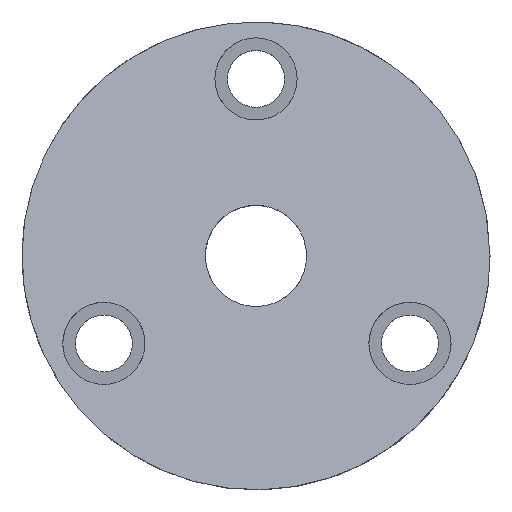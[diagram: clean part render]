
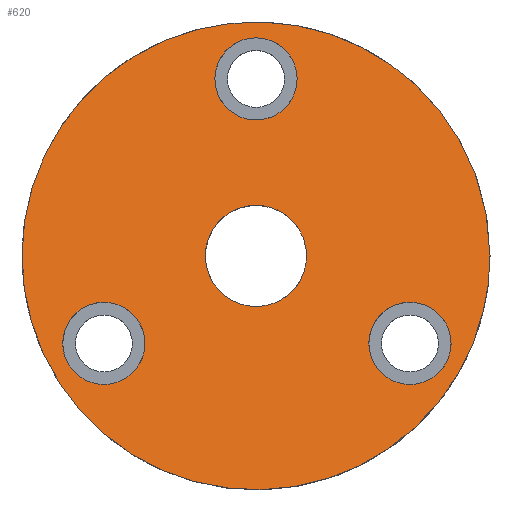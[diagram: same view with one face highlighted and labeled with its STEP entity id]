
A CAD part, top view. The second image highlights one B-rep face of the part: STEP entity #620.
In plain terms, the highlighted planar face has unit normal (0, 0.259, 0.966).
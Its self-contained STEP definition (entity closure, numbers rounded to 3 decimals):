
#269 = VERTEX_POINT('',#270);
#270 = CARTESIAN_POINT('',(18.5,0.,10.321));
#275 = EDGE_CURVE('',#269,#269,#276,.T.);
#276 = ELLIPSE('',#277,19.153,18.5);
#277 = AXIS2_PLACEMENT_3D('',#278,#279,#280);
#278 = CARTESIAN_POINT('',(0.,0.,10.321));
#279 = DIRECTION('',(0.,0.259,0.966));
#280 = DIRECTION('',(0.,0.966,-0.259));
#620 = ADVANCED_FACE('',(#621,#624,#635,#646,#657),#668,.T.);
#621 = FACE_BOUND('',#622,.T.);
#622 = EDGE_LOOP('',(#623));
#623 = ORIENTED_EDGE('',*,*,#275,.T.);
#624 = FACE_BOUND('',#625,.T.);
#625 = EDGE_LOOP('',(#626));
#626 = ORIENTED_EDGE('',*,*,#627,.F.);
#627 = EDGE_CURVE('',#628,#628,#630,.T.);
#628 = VERTEX_POINT('',#629);
#629 = CARTESIAN_POINT('',(-8.777,-6.916,
    12.174));
#630 = ELLIPSE('',#631,3.365,3.25);
#631 = AXIS2_PLACEMENT_3D('',#632,#633,#634);
#632 = CARTESIAN_POINT('',(-12.027,-6.916,
    12.174));
#633 = DIRECTION('',(0.,0.259,0.966));
#634 = DIRECTION('',(0.,0.966,-0.259));
#635 = FACE_BOUND('',#636,.T.);
#636 = EDGE_LOOP('',(#637));
#637 = ORIENTED_EDGE('',*,*,#638,.F.);
#638 = EDGE_CURVE('',#639,#639,#641,.T.);
#639 = VERTEX_POINT('',#640);
#640 = CARTESIAN_POINT('',(4.,0.,10.321));
#641 = ELLIPSE('',#642,4.141,4.);
#642 = AXIS2_PLACEMENT_3D('',#643,#644,#645);
#643 = CARTESIAN_POINT('',(0.,0.,10.321));
#644 = DIRECTION('',(0.,0.259,0.966));
#645 = DIRECTION('',(0.,0.966,-0.259));
#646 = FACE_BOUND('',#647,.T.);
#647 = EDGE_LOOP('',(#648));
#648 = ORIENTED_EDGE('',*,*,#649,.F.);
#649 = EDGE_CURVE('',#650,#650,#652,.T.);
#650 = VERTEX_POINT('',#651);
#651 = CARTESIAN_POINT('',(15.423,-6.916,
    12.174));
#652 = ELLIPSE('',#653,3.365,3.25);
#653 = AXIS2_PLACEMENT_3D('',#654,#655,#656);
#654 = CARTESIAN_POINT('',(12.173,-6.916,
    12.174));
#655 = DIRECTION('',(0.,0.259,0.966));
#656 = DIRECTION('',(0.,0.966,-0.259));
#657 = FACE_BOUND('',#658,.T.);
#658 = EDGE_LOOP('',(#659));
#659 = ORIENTED_EDGE('',*,*,#660,.F.);
#660 = EDGE_CURVE('',#661,#661,#663,.T.);
#661 = VERTEX_POINT('',#662);
#662 = CARTESIAN_POINT('',(3.25,14.,6.569));
#663 = ELLIPSE('',#664,3.365,3.25);
#664 = AXIS2_PLACEMENT_3D('',#665,#666,#667);
#665 = CARTESIAN_POINT('',(0.,14.,6.569));
#666 = DIRECTION('',(0.,0.259,0.966));
#667 = DIRECTION('',(0.,0.966,-0.259));
#668 = PLANE('',#669);
#669 = AXIS2_PLACEMENT_3D('',#670,#671,#672);
#670 = CARTESIAN_POINT('',(0.017,-0.322,
    10.407));
#671 = DIRECTION('',(0.,0.259,0.966));
#672 = DIRECTION('',(1.,0.,0.));
